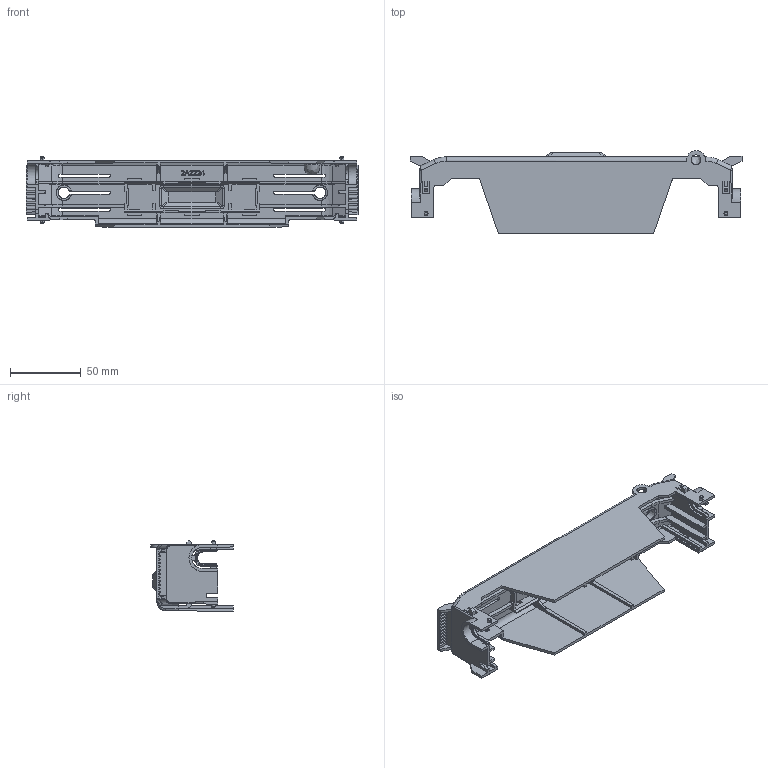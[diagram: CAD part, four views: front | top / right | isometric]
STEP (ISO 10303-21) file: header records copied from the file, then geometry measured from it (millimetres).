
FILE_DESCRIPTION (( 'STEP AP214' ), '1' );
FILE_NAME ('CVRI-RH-60100-1.step', '2018-05-09T19:27:43', ( '' ), ( '' ), 'SwSTEP 2.0', 'SolidWorks 2017', '' );
FILE_SCHEMA (( 'AUTOMOTIVE_DESIGN' ));
Length unit declared in the file: inch
Products named in the file (1): CVRI-RH-60100-1
Bounding box: 234.44 x 58.52 x 49.88 mm (x, y, z)
Volume: 67022.7 mm3; surface area: 71009.9 mm2
Topology: 1 solids, 1 shells, 1436 faces, 4007 edges, 2626 vertices
Faces by surface type: plane 948, bspline 299, cylinder 102, cone 87
Entity records: 60581 total; most frequent: CARTESIAN_POINT 26110, ORIENTED_EDGE 8010, DIRECTION 5721, EDGE_CURVE 4005, VECTOR 2983, LINE 2983, VERTEX_POINT 2626, EDGE_LOOP 1533
